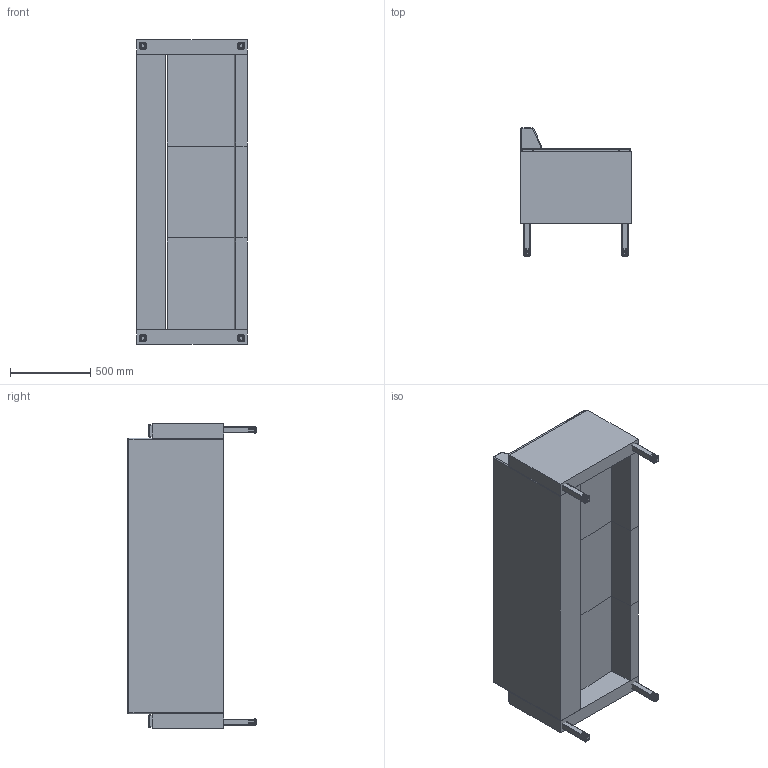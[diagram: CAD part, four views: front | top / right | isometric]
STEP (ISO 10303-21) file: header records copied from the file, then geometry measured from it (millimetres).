
FILE_DESCRIPTION(/* description */ (''),/* implementation_level */ '2;1');
FILE_NAME(/* name */ 'KAS30A.stp',/* time_stamp */ '2016-04-21T15:20:46-04:00',/* author */ ('emerkel'),/* organization */ (''),/* preprocessor_version */ 'ST-DEVELOPER v16.1',/* originating_system */ 'Autodesk Inventor 2016',/* authorisation */ '');
FILE_SCHEMA (('AUTOMOTIVE_DESIGN { 1 0 10303 214 3 1 1 }'));
Length unit declared in the file: inch
Products named in the file (11): KAS10 FARM; LEG 14.5; LEG CAP 1.5-1-B; TABLE TOP (3.5x27x.75); UBACK KAS30; USEAT KAS10; GLD BLK 5-16; LEG CAP 1.5-1-B_1; KAS10 FARM L; KAS10 FARM R; KAS30A
Assembly tree (20 placements, depth 4):
  KAS30A
    KAS10 FARM L
      KAS10 FARM
      LEG 14.5  x2
      LEG CAP 1.5-1-B_1  x2
        LEG CAP 1.5-1-B
        GLD BLK 5-16
    KAS10 FARM R
      KAS10 FARM
      LEG 14.5  x2
      LEG CAP 1.5-1-B_1  x2
        LEG CAP 1.5-1-B
        GLD BLK 5-16
    TABLE TOP (3.5x27x.75)  x2
    UBACK KAS30
    USEAT KAS10  x3
Bounding box: 685.8 x 798.65 x 1892.3 mm (x, y, z)
Volume: 329975696 mm3; surface area: 8074304 mm2
Topology: 28 solids, 36 shells, 3159 faces, 6682 edges, 3682 vertices
Faces by surface type: cylinder 917, plane 868, torus 622, bspline 558, cone 104, sphere 90
Full cylindrical faces by diameter (mm): 6.528 x8, 7.925 x8, 7.937 x28, 7.938 x24, 8.001 x4, 8.636 x4, 9.271 x4
Entity records: 32781 total; most frequent: CARTESIAN_POINT 16269, ORIENTED_EDGE 3376, DIRECTION 3280, EDGE_CURVE 1690, AXIS2_PLACEMENT_3D 1310, VERTEX_POINT 940, EDGE_LOOP 884, FACE_OUTER_BOUND 819
